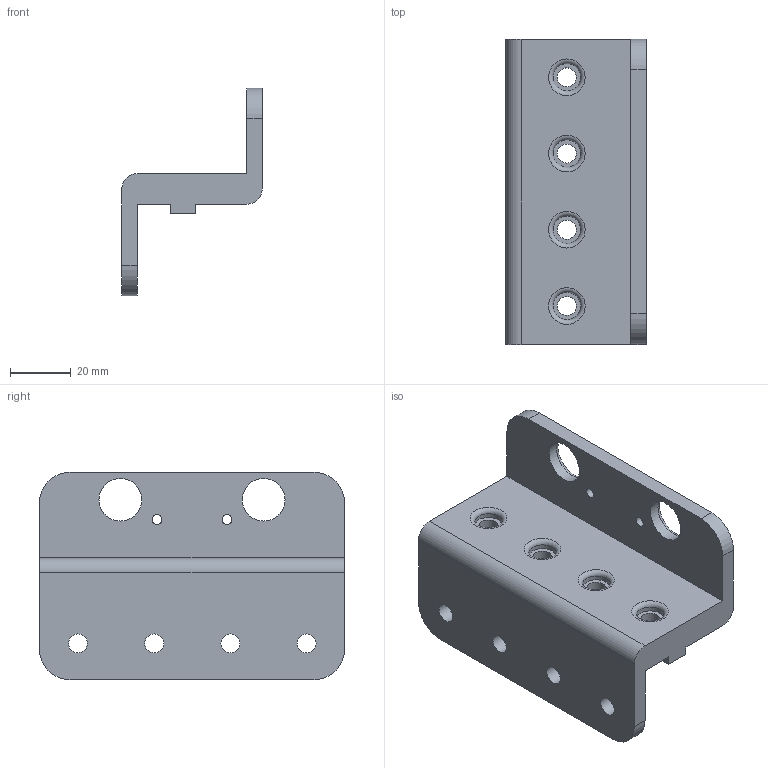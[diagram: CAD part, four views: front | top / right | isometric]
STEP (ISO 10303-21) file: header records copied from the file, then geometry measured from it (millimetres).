
FILE_DESCRIPTION(/* description */ (''),/* implementation_level */ '2;1');
FILE_NAME(/* name */ 'Extruder holder v4.step',/* time_stamp */ '2018-10-31T02:04:53+01:00',/* author */ ('tomas.sykora'),/* organization */ (''),/* preprocessor_version */ 'ST-DEVELOPER v17.2',/* originating_system */ 'Autodesk Translation Framework v7.6.0.251',/* authorisation */ '');
FILE_SCHEMA (('AUTOMOTIVE_DESIGN { 1 0 10303 214 3 1 1 }'));
Length unit declared in the file: millimetre
Products named in the file (1): Extruder holder
Bounding box: 46 x 100 x 68 mm (x, y, z)
Volume: 71600 mm3; surface area: 25033.7 mm2
Topology: 1 solids, 1 shells, 46 faces, 122 edges, 82 vertices
Faces by surface type: cylinder 22, plane 18, torus 6
Full cylindrical faces by diameter (mm): 3.2 x2, 6.2 x8, 9 x4, 14 x2
Entity records: 1547 total; most frequent: DIRECTION 280, CARTESIAN_POINT 251, ORIENTED_EDGE 244, EDGE_CURVE 122, AXIS2_PLACEMENT_3D 111, VERTEX_POINT 82, EDGE_LOOP 74, CIRCLE 64
